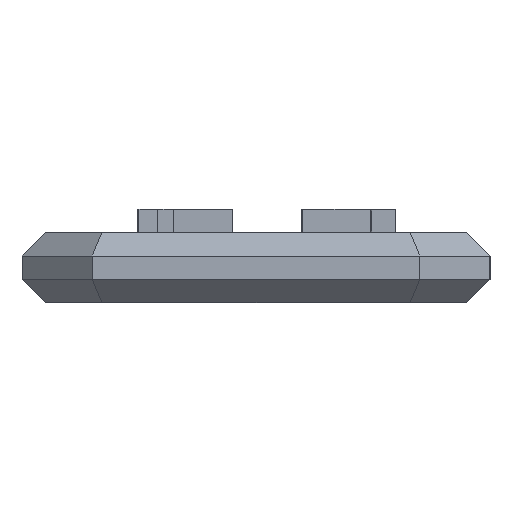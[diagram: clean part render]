
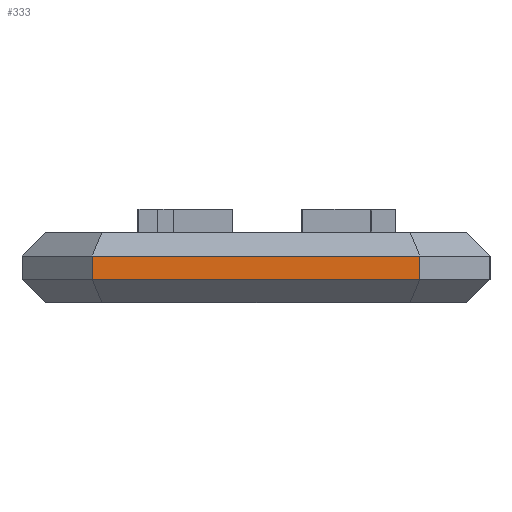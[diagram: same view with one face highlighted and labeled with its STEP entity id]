
A CAD part, left-side view. The second image highlights one B-rep face of the part: STEP entity #333.
In plain terms, the highlighted planar face has unit normal (-1, 0, 0).
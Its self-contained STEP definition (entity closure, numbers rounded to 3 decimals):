
#333=ADVANCED_FACE('',(#2361),#2363,.T.);
#2361=FACE_BOUND('',#2362,.T.);
#2362=EDGE_LOOP('',(#5061,#5062,#5063,#5064));
#2363=PLANE('',#2364);
#2364=AXIS2_PLACEMENT_3D('',#2365,#2366,#2367);
#2365=CARTESIAN_POINT('',(-30.,10.,0.));
#2366=DIRECTION('',(-1.,0.,0.));
#2367=DIRECTION('',(0.,-1.,0.));
#5061=ORIENTED_EDGE('',*,*,#6347,.T.);
#5062=ORIENTED_EDGE('',*,*,#6905,.T.);
#5063=ORIENTED_EDGE('',*,*,#6372,.F.);
#5064=ORIENTED_EDGE('',*,*,#6906,.F.);
#6347=EDGE_CURVE('',#7769,#7770,#7771,.T.);
#6372=EDGE_CURVE('',#7804,#7807,#7808,.T.);
#6905=EDGE_CURVE('',#7770,#7807,#8606,.T.);
#6906=EDGE_CURVE('',#7769,#7804,#8607,.T.);
#7769=VERTEX_POINT('',#10232);
#7770=VERTEX_POINT('',#10233);
#7771=LINE('',#10234,#10235);
#7804=VERTEX_POINT('',#10313);
#7807=VERTEX_POINT('',#10320);
#7808=LINE('',#10321,#10322);
#8606=LINE('',#12185,#12186);
#8607=LINE('',#12188,#12189);
#10232=CARTESIAN_POINT('',(-30.,7.,1.));
#10233=CARTESIAN_POINT('',(-30.,-7.,1.));
#10234=CARTESIAN_POINT('',(-30.,7.,1.));
#10235=VECTOR('',#10236,1.);
#10236=DIRECTION('',(0.,-1.,0.));
#10313=CARTESIAN_POINT('',(-30.,7.,2.));
#10320=CARTESIAN_POINT('',(-30.,-7.,2.));
#10321=CARTESIAN_POINT('',(-30.,7.,2.));
#10322=VECTOR('',#10323,1.);
#10323=DIRECTION('',(0.,-1.,0.));
#12185=CARTESIAN_POINT('',(-30.,-7.,1.));
#12186=VECTOR('',#12187,1.);
#12187=DIRECTION('',(0.,0.,1.));
#12188=CARTESIAN_POINT('',(-30.,7.,1.));
#12189=VECTOR('',#12190,1.);
#12190=DIRECTION('',(0.,0.,1.));
